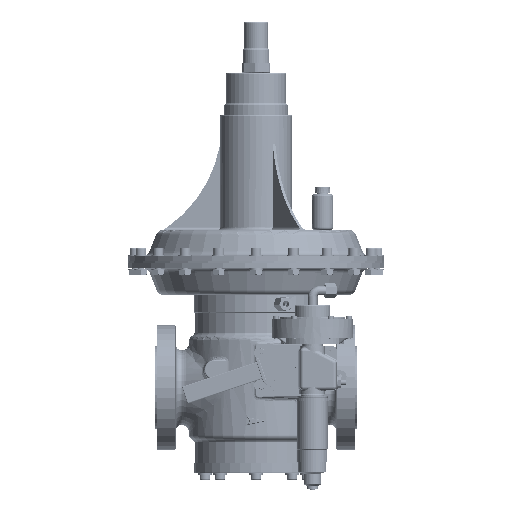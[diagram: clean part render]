
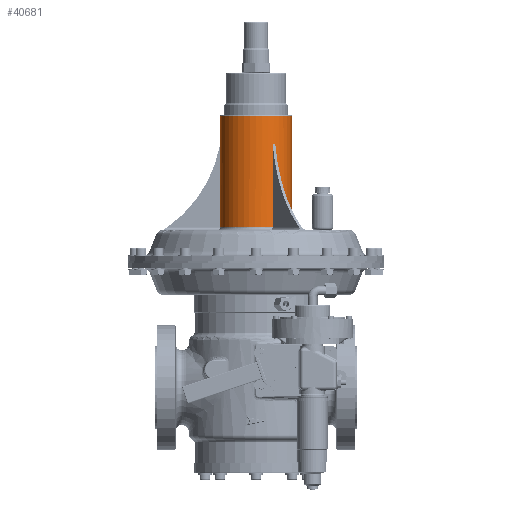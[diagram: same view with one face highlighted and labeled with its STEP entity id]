
A CAD part, top view. The second image highlights one B-rep face of the part: STEP entity #40681.
In plain terms, the highlighted cylindrical face has radius 53 mm (diameter 106 mm), a partial arc.
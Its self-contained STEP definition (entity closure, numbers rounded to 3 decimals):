
#2147 = VECTOR ( 'NONE', #2404, 1000. ) ;
#2404 = DIRECTION ( 'NONE',  ( 0., 1., 0. ) ) ;
#3065 = CYLINDRICAL_SURFACE ( 'NONE', #48798, 53. ) ;
#3155 = LINE ( 'NONE', #24079, #98621 ) ;
#5851 = EDGE_CURVE ( 'NONE', #60154, #22218, #63843, .T. ) ;
#6010 = VECTOR ( 'NONE', #81345, 1000. ) ;
#6106 = VECTOR ( 'NONE', #103018, 1000. ) ;
#7543 = LINE ( 'NONE', #109588, #6010 ) ;
#8904 = EDGE_CURVE ( 'NONE', #9435, #100560, #38235, .T. ) ;
#9435 = VERTEX_POINT ( 'NONE', #20759 ) ;
#12054 = CARTESIAN_POINT ( 'NONE',  ( 25.982, 365.965, 344.983 ) ) ;
#13734 = DIRECTION ( 'NONE',  ( 0., 1., 0. ) ) ;
#14458 = CARTESIAN_POINT ( 'NONE',  ( 25.982, 365.965, 344.983 ) ) ;
#16082 = VERTEX_POINT ( 'NONE', #35687 ) ;
#19238 = FACE_OUTER_BOUND ( 'NONE', #100888, .T. ) ;
#19429 = ORIENTED_EDGE ( 'NONE', *, *, #84243, .T. ) ;
#19502 =( BOUNDED_CURVE ( )  B_SPLINE_CURVE ( 3, ( #88408, #79799, #98646, #14458 ),
 .UNSPECIFIED., .F., .F. ) 
 B_SPLINE_CURVE_WITH_KNOTS ( ( 4, 4 ),
 ( 3.142, 3.184 ),
 .UNSPECIFIED. ) 
 CURVE ( )  GEOMETRIC_REPRESENTATION_ITEM ( )  RATIONAL_B_SPLINE_CURVE ( ( 1., 1., 1., 1. ) ) 
 REPRESENTATION_ITEM ( '' )  );
#20691 = LINE ( 'NONE', #54693, #6106 ) ;
#20759 = CARTESIAN_POINT ( 'NONE',  ( 54.455, 406.692, 298. ) ) ;
#21755 = ORIENTED_EDGE ( 'NONE', *, *, #5851, .T. ) ;
#22170 =( BOUNDED_CURVE ( )  B_SPLINE_CURVE ( 3, ( #84912, #32388, #41428, #49643 ),
 .UNSPECIFIED., .F., .F. ) 
 B_SPLINE_CURVE_WITH_KNOTS ( ( 4, 4 ),
 ( 3.099, 3.142 ),
 .UNSPECIFIED. ) 
 CURVE ( )  GEOMETRIC_REPRESENTATION_ITEM ( )  RATIONAL_B_SPLINE_CURVE ( ( 1., 1., 1., 1. ) ) 
 REPRESENTATION_ITEM ( '' )  );
#22218 = VERTEX_POINT ( 'NONE', #115962 ) ;
#22561 = DIRECTION ( 'NONE',  ( 0., -1., 0. ) ) ;
#22971 = CARTESIAN_POINT ( 'NONE',  ( 1.455, 406.692, 298. ) ) ;
#24079 = CARTESIAN_POINT ( 'NONE',  ( -51.497, 231.692, 300.25 ) ) ;
#24255 = CARTESIAN_POINT ( 'NONE',  ( -51.529, 365.783, 299.5 ) ) ;
#24457 = CARTESIAN_POINT ( 'NONE',  ( 25.982, 231.692, 344.983 ) ) ;
#24743 = ORIENTED_EDGE ( 'NONE', *, *, #112358, .T. ) ;
#30022 = ORIENTED_EDGE ( 'NONE', *, *, #112470, .F. ) ;
#30338 = VERTEX_POINT ( 'NONE', #104266 ) ;
#30826 = DIRECTION ( 'NONE',  ( -1., 0., 0. ) ) ;
#30878 = VERTEX_POINT ( 'NONE', #84467 ) ;
#31862 = ORIENTED_EDGE ( 'NONE', *, *, #109977, .T. ) ;
#32388 = CARTESIAN_POINT ( 'NONE',  ( 29.246, 365.783, 343.135 ) ) ;
#35478 = VERTEX_POINT ( 'NONE', #12054 ) ;
#35687 = CARTESIAN_POINT ( 'NONE',  ( -51.545, 365.692, 298. ) ) ;
#37404 = EDGE_CURVE ( 'NONE', #68576, #35478, #19502, .T. ) ;
#37883 = VERTEX_POINT ( 'NONE', #101545 ) ;
#38235 = CIRCLE ( 'NONE', #121129, 53. ) ;
#40681 = ADVANCED_FACE ( 'NONE', ( #19238 ), #3065, .T. ) ;
#41164 = CARTESIAN_POINT ( 'NONE',  ( 1.455, 242.692, 298. ) ) ;
#41428 = CARTESIAN_POINT ( 'NONE',  ( 28.605, 365.692, 343.524 ) ) ;
#44029 = CARTESIAN_POINT ( 'NONE',  ( 29.88, 365.965, 342.733 ) ) ;
#44266 = CARTESIAN_POINT ( 'NONE',  ( 1.455, 242.692, 298. ) ) ;
#44638 = ORIENTED_EDGE ( 'NONE', *, *, #37404, .F. ) ;
#46287 = ORIENTED_EDGE ( 'NONE', *, *, #112978, .F. ) ;
#48798 = AXIS2_PLACEMENT_3D ( 'NONE', #87019, #105478, #30826 ) ;
#49643 = CARTESIAN_POINT ( 'NONE',  ( 27.955, 365.692, 343.899 ) ) ;
#52487 = DIRECTION ( 'NONE',  ( 0., 1., 0. ) ) ;
#53124 = LINE ( 'NONE', #24457, #113185 ) ;
#53517 = ORIENTED_EDGE ( 'NONE', *, *, #8904, .T. ) ;
#54693 = CARTESIAN_POINT ( 'NONE',  ( -51.545, 231.692, 298. ) ) ;
#54989 = ORIENTED_EDGE ( 'NONE', *, *, #58316, .F. ) ;
#57948 = CARTESIAN_POINT ( 'NONE',  ( 29.88, 231.692, 342.733 ) ) ;
#58316 = EDGE_CURVE ( 'NONE', #60154, #104242, #77169, .T. ) ;
#60154 = VERTEX_POINT ( 'NONE', #70473 ) ;
#60398 = DIRECTION ( 'NONE',  ( -1., 0., 0. ) ) ;
#63843 = CIRCLE ( 'NONE', #113062, 53. ) ;
#64937 = CARTESIAN_POINT ( 'NONE',  ( -51.545, 406.692, 298. ) ) ;
#65887 = CARTESIAN_POINT ( 'NONE',  ( 27.955, 365.692, 343.899 ) ) ;
#68576 = VERTEX_POINT ( 'NONE', #65887 ) ;
#70473 = CARTESIAN_POINT ( 'NONE',  ( 29.88, 242.692, 342.733 ) ) ;
#74797 = CIRCLE ( 'NONE', #100129, 53. ) ;
#77169 = LINE ( 'NONE', #57948, #2147 ) ;
#79799 = CARTESIAN_POINT ( 'NONE',  ( 27.305, 365.692, 344.274 ) ) ;
#81173 = DIRECTION ( 'NONE',  ( 0., 1., 0. ) ) ;
#81345 = DIRECTION ( 'NONE',  ( 0., 1., 0. ) ) ;
#84243 = EDGE_CURVE ( 'NONE', #22218, #9435, #7543, .T. ) ;
#84467 = CARTESIAN_POINT ( 'NONE',  ( 25.982, 242.692, 344.983 ) ) ;
#84912 = CARTESIAN_POINT ( 'NONE',  ( 29.88, 365.965, 342.733 ) ) ;
#87019 = CARTESIAN_POINT ( 'NONE',  ( 1.455, 231.692, 298. ) ) ;
#87651 =( BOUNDED_CURVE ( )  B_SPLINE_CURVE ( 3, ( #108796, #24255, #89549, #107968 ),
 .UNSPECIFIED., .F., .F. ) 
 B_SPLINE_CURVE_WITH_KNOTS ( ( 4, 4 ),
 ( 3.099, 3.142 ),
 .UNSPECIFIED. ) 
 CURVE ( )  GEOMETRIC_REPRESENTATION_ITEM ( )  RATIONAL_B_SPLINE_CURVE ( ( 1., 1., 1., 1. ) ) 
 REPRESENTATION_ITEM ( '' )  );
#88408 = CARTESIAN_POINT ( 'NONE',  ( 27.955, 365.692, 343.899 ) ) ;
#89549 = CARTESIAN_POINT ( 'NONE',  ( -51.545, 365.692, 298.75 ) ) ;
#98621 = VECTOR ( 'NONE', #81173, 1000. ) ;
#98646 = CARTESIAN_POINT ( 'NONE',  ( 26.648, 365.783, 344.636 ) ) ;
#99519 = ORIENTED_EDGE ( 'NONE', *, *, #109541, .F. ) ;
#100129 = AXIS2_PLACEMENT_3D ( 'NONE', #41164, #105935, #106746 ) ;
#100560 = VERTEX_POINT ( 'NONE', #64937 ) ;
#100888 = EDGE_LOOP ( 'NONE', ( #21755, #19429, #53517, #100903, #30022, #99519, #24743, #31862, #44638, #46287, #54989 ) ) ;
#100903 = ORIENTED_EDGE ( 'NONE', *, *, #101999, .F. ) ;
#101545 = CARTESIAN_POINT ( 'NONE',  ( -51.497, 365.965, 300.25 ) ) ;
#101999 = EDGE_CURVE ( 'NONE', #16082, #100560, #20691, .T. ) ;
#103018 = DIRECTION ( 'NONE',  ( 0., 1., 0. ) ) ;
#104242 = VERTEX_POINT ( 'NONE', #44029 ) ;
#104266 = CARTESIAN_POINT ( 'NONE',  ( -51.497, 242.692, 300.25 ) ) ;
#105478 = DIRECTION ( 'NONE',  ( 0., 1., 0. ) ) ;
#105935 = DIRECTION ( 'NONE',  ( 0., 1., 0. ) ) ;
#106746 = DIRECTION ( 'NONE',  ( -1., 0., 0. ) ) ;
#107968 = CARTESIAN_POINT ( 'NONE',  ( -51.545, 365.692, 298. ) ) ;
#108225 = DIRECTION ( 'NONE',  ( -1., 0., 0. ) ) ;
#108796 = CARTESIAN_POINT ( 'NONE',  ( -51.497, 365.965, 300.25 ) ) ;
#109541 = EDGE_CURVE ( 'NONE', #30338, #37883, #3155, .T. ) ;
#109588 = CARTESIAN_POINT ( 'NONE',  ( 54.455, 231.692, 298. ) ) ;
#109977 = EDGE_CURVE ( 'NONE', #30878, #35478, #53124, .T. ) ;
#112358 = EDGE_CURVE ( 'NONE', #30338, #30878, #74797, .T. ) ;
#112470 = EDGE_CURVE ( 'NONE', #37883, #16082, #87651, .T. ) ;
#112978 = EDGE_CURVE ( 'NONE', #104242, #68576, #22170, .T. ) ;
#113062 = AXIS2_PLACEMENT_3D ( 'NONE', #44266, #52487, #108225 ) ;
#113185 = VECTOR ( 'NONE', #13734, 1000. ) ;
#115962 = CARTESIAN_POINT ( 'NONE',  ( 54.455, 242.692, 298. ) ) ;
#121129 = AXIS2_PLACEMENT_3D ( 'NONE', #22971, #22561, #60398 ) ;
